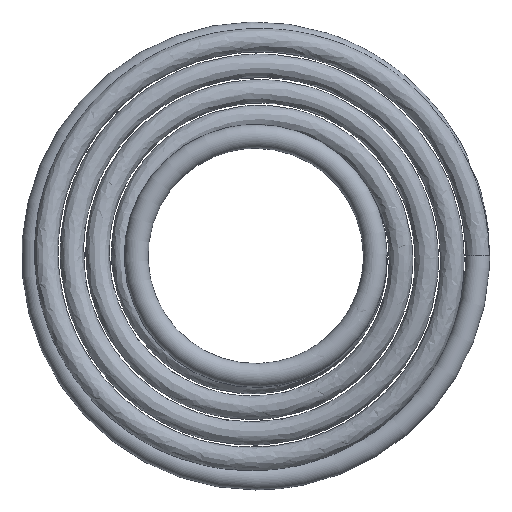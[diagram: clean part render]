
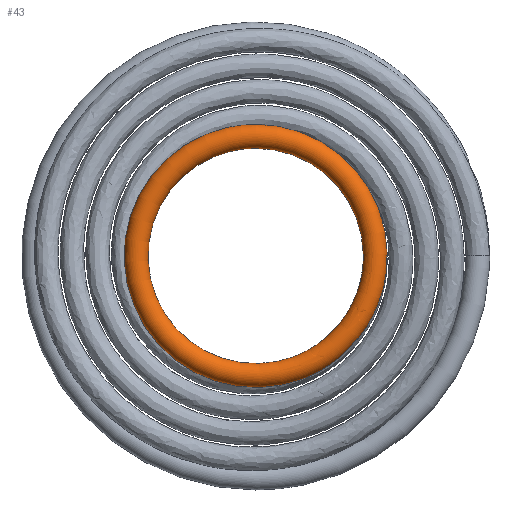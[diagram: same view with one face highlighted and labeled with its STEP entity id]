
A CAD part, front view. The second image highlights one B-rep face of the part: STEP entity #43.
In plain terms, the highlighted toroidal (fillet/blend) face has major radius 3.5 mm and minor radius 0.35 mm.
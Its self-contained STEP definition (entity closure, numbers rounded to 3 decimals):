
#13=CIRCLE('',#60,0.35);
#15=ORIENTED_EDGE('',*,*,#23,.T.);
#16=ORIENTED_EDGE('',*,*,#24,.F.);
#23=EDGE_CURVE('',#27,#28,#31,.T.);
#24=EDGE_CURVE('',#27,#28,#13,.F.);
#27=VERTEX_POINT('',#113);
#28=VERTEX_POINT('',#114);
#31=B_SPLINE_CURVE_WITH_KNOTS('',3,(#75,#76,#77,#78,#79,#80,#81,#82,#83,
#84,#85,#86,#87,#88,#89,#90,#91,#92,#93,#94,#95,#96,#97,#98,#99,#100,#101,
#102,#103,#104,#105,#106,#107,#108,#109,#110,#111,#112),.UNSPECIFIED.,.F.,
 .F.,(4,1,1,1,1,1,1,1,1,1,1,1,1,1,1,1,1,1,1,1,1,1,1,1,1,1,1,1,1,1,1,1,1,
1,1,4),(0.,0.125,0.188,0.219,0.234,0.25,0.266,0.281,0.313,0.344,
0.359,0.375,0.391,0.406,0.422,0.438,0.453,0.461,0.469,
0.484,0.492,0.5,0.508,0.516,0.531,0.563,0.625,0.688,0.719,
0.734,0.75,0.766,0.781,0.813,0.875,1.),.UNSPECIFIED.);
#33=EDGE_LOOP('',(#15,#16));
#37=FACE_BOUND('',#33,.T.);
#41=TOROIDAL_SURFACE('',#59,3.5,0.35);
#43=ADVANCED_FACE('',(#37),#41,.T.);
#59=AXIS2_PLACEMENT_3D('',#74,#65,#66);
#60=AXIS2_PLACEMENT_3D('',#115,#67,#68);
#65=DIRECTION('',(0.,1.,0.));
#66=DIRECTION('',(-1.,0.,0.));
#67=DIRECTION('',(0.,0.,1.));
#68=DIRECTION('',(-1.,0.,0.));
#74=CARTESIAN_POINT('',(0.,-14.,0.));
#75=CARTESIAN_POINT('',(3.158,-13.927,0.));
#76=CARTESIAN_POINT('',(3.165,-13.891,-0.428));
#77=CARTESIAN_POINT('',(3.056,-13.84,-1.024));
#78=CARTESIAN_POINT('',(2.804,-13.79,-1.598));
#79=CARTESIAN_POINT('',(2.661,-13.767,-1.849));
#80=CARTESIAN_POINT('',(2.57,-13.755,-1.99));
#81=CARTESIAN_POINT('',(2.515,-13.747,-2.073));
#82=CARTESIAN_POINT('',(2.402,-13.734,-2.225));
#83=CARTESIAN_POINT('',(2.271,-13.719,-2.385));
#84=CARTESIAN_POINT('',(2.101,-13.702,-2.569));
#85=CARTESIAN_POINT('',(1.947,-13.689,-2.715));
#86=CARTESIAN_POINT('',(1.821,-13.679,-2.824));
#87=CARTESIAN_POINT('',(1.762,-13.675,-2.874));
#88=CARTESIAN_POINT('',(1.591,-13.663,-3.01));
#89=CARTESIAN_POINT('',(1.477,-13.657,-3.095));
#90=CARTESIAN_POINT('',(1.367,-13.652,-3.177));
#91=CARTESIAN_POINT('',(1.32,-13.651,-3.218));
#92=CARTESIAN_POINT('',(1.187,-13.648,-3.318));
#93=CARTESIAN_POINT('',(1.213,-13.663,-3.386));
#94=CARTESIAN_POINT('',(1.245,-13.67,-3.395));
#95=CARTESIAN_POINT('',(1.33,-13.683,-3.4));
#96=CARTESIAN_POINT('',(1.438,-13.697,-3.385));
#97=CARTESIAN_POINT('',(1.58,-13.714,-3.349));
#98=CARTESIAN_POINT('',(1.586,-13.715,-3.346));
#99=CARTESIAN_POINT('',(1.644,-13.721,-3.329));
#100=CARTESIAN_POINT('',(1.729,-13.731,-3.299));
#101=CARTESIAN_POINT('',(1.937,-13.754,-3.216));
#102=CARTESIAN_POINT('',(2.286,-13.791,-3.03));
#103=CARTESIAN_POINT('',(2.686,-13.836,-2.72));
#104=CARTESIAN_POINT('',(2.972,-13.871,-2.414));
#105=CARTESIAN_POINT('',(3.125,-13.891,-2.223));
#106=CARTESIAN_POINT('',(3.253,-13.909,-2.039));
#107=CARTESIAN_POINT('',(3.31,-13.918,-1.948));
#108=CARTESIAN_POINT('',(3.404,-13.932,-1.788));
#109=CARTESIAN_POINT('',(3.545,-13.957,-1.514));
#110=CARTESIAN_POINT('',(3.777,-14.007,-0.901));
#111=CARTESIAN_POINT('',(3.848,-14.047,-0.363));
#112=CARTESIAN_POINT('',(3.842,-14.073,0.));
#113=CARTESIAN_POINT('',(3.158,-13.927,0.));
#114=CARTESIAN_POINT('',(3.842,-14.073,0.));
#115=CARTESIAN_POINT('',(3.5,-14.,0.));
